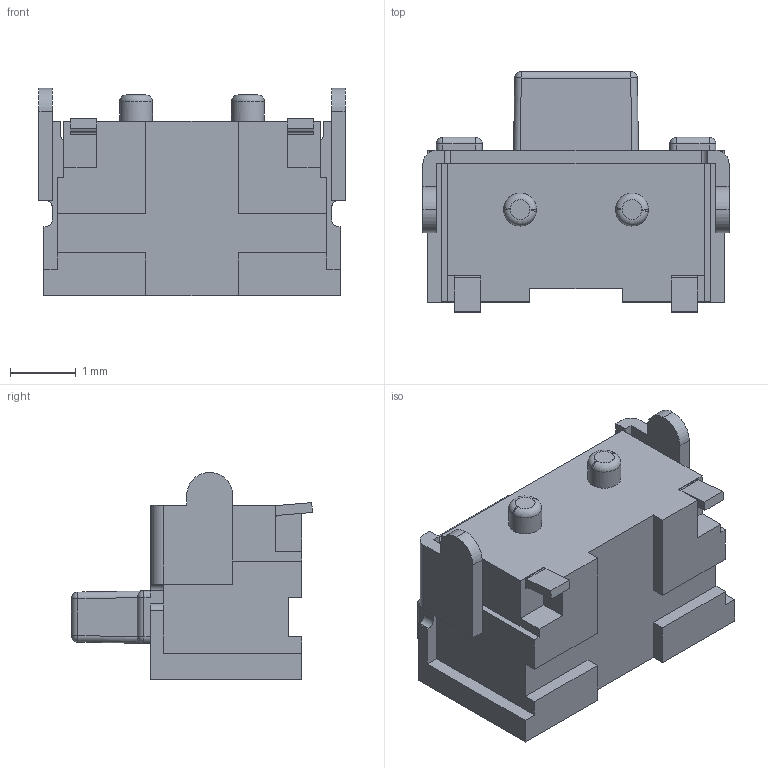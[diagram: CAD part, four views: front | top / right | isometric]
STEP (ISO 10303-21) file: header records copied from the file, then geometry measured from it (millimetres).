
FILE_DESCRIPTION(('STEP AP214'),'1');
FILE_NAME('ts-1010b-b-a.stp','2025-04-16T08:48:43',('TraceParts'),('TraceParts S.A.'),'Spatial InterOp 3D',' ',' ');
FILE_SCHEMA(('AUTOMOTIVE_DESIGN { 1 0 10303 214 1 1 1 1 }'));
Length unit declared in the file: millimetre
Products named in the file (1): ts-1010b-b-a
Bounding box: 4.65 x 3.66 x 3.15 mm (x, y, z)
Volume: 26.3 mm3; surface area: 75.4 mm2
Topology: 1 solids, 1 shells, 581 faces, 1620 edges, 1064 vertices
Faces by surface type: plane 511, cylinder 50, sphere 12, torus 8
Entity records: 18319 total; most frequent: CARTESIAN_POINT 3296, ORIENTED_EDGE 3240, DIRECTION 2894, EDGE_CURVE 1620, LINE 1498, VECTOR 1498, VERTEX_POINT 1064, AXIS2_PLACEMENT_3D 698
